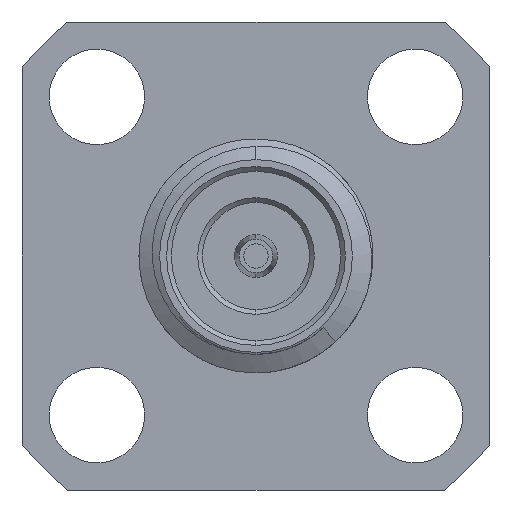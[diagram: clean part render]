
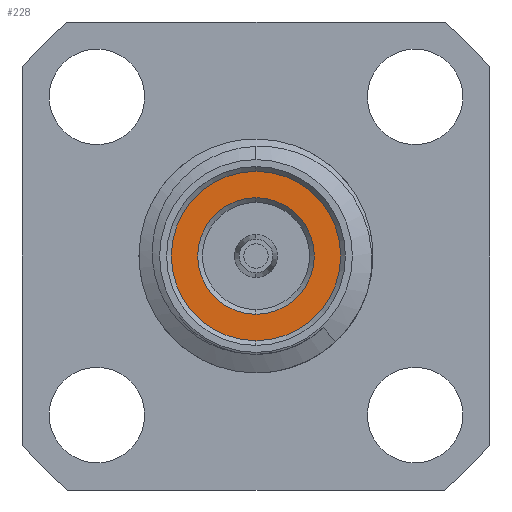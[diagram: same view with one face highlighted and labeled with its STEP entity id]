
A CAD part, left-side view. The second image highlights one B-rep face of the part: STEP entity #228.
In plain terms, the highlighted planar face has unit normal (-1, 0, 0).
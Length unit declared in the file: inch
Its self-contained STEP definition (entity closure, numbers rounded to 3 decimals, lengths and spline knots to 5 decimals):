
#228 = ADVANCED_FACE ( 'NONE', ( #2066, #3555 ), #4581, .F. ) ;
#230 = CARTESIAN_POINT ( 'NONE',  ( -0.235, 0.06225, 0. ) ) ;
#280 = ORIENTED_EDGE ( 'NONE', *, *, #3236, .T. ) ;
#471 = CIRCLE ( 'NONE', #4935, 0.06225 ) ;
#572 = EDGE_CURVE ( 'NONE', #4658, #5582, #2741, .T. ) ;
#647 = VERTEX_POINT ( 'NONE', #2432 ) ;
#666 = EDGE_LOOP ( 'NONE', ( #4475, #1243 ) ) ;
#929 = AXIS2_PLACEMENT_3D ( 'NONE', #1515, #4374, #4795 ) ;
#1173 = AXIS2_PLACEMENT_3D ( 'NONE', #230, #2157, #2562 ) ;
#1243 = ORIENTED_EDGE ( 'NONE', *, *, #4373, .F. ) ;
#1492 = CIRCLE ( 'NONE', #5051, 0.0905 ) ;
#1515 = CARTESIAN_POINT ( 'NONE',  ( -0.235, 0., 0. ) ) ;
#1780 = DIRECTION ( 'NONE',  ( -1., 0., 0. ) ) ;
#2066 = FACE_BOUND ( 'NONE', #666, .T. ) ;
#2157 = DIRECTION ( 'NONE',  ( 1., 0., 0. ) ) ;
#2161 = DIRECTION ( 'NONE',  ( 0., 0., 1. ) ) ;
#2425 = EDGE_CURVE ( 'NONE', #647, #2761, #1492, .T. ) ;
#2432 = CARTESIAN_POINT ( 'NONE',  ( -0.235, 0., 0.0905 ) ) ;
#2562 = DIRECTION ( 'NONE',  ( 0., 0., -1. ) ) ;
#2739 = CARTESIAN_POINT ( 'NONE',  ( -0.235, 0., 0.06225 ) ) ;
#2741 = CIRCLE ( 'NONE', #929, 0.06225 ) ;
#2761 = VERTEX_POINT ( 'NONE', #6184 ) ;
#3182 = ORIENTED_EDGE ( 'NONE', *, *, #2425, .T. ) ;
#3191 = EDGE_LOOP ( 'NONE', ( #3182, #280 ) ) ;
#3204 = DIRECTION ( 'NONE',  ( -1., 0., 0. ) ) ;
#3236 = EDGE_CURVE ( 'NONE', #2761, #647, #5286, .T. ) ;
#3443 = AXIS2_PLACEMENT_3D ( 'NONE', #3590, #5546, #5580 ) ;
#3555 = FACE_OUTER_BOUND ( 'NONE', #3191, .T. ) ;
#3590 = CARTESIAN_POINT ( 'NONE',  ( -0.235, 0., 0. ) ) ;
#4096 = CARTESIAN_POINT ( 'NONE',  ( -0.235, 0., 0. ) ) ;
#4160 = CARTESIAN_POINT ( 'NONE',  ( -0.235, 0., 0. ) ) ;
#4373 = EDGE_CURVE ( 'NONE', #5582, #4658, #471, .T. ) ;
#4374 = DIRECTION ( 'NONE',  ( -1., 0., 0. ) ) ;
#4475 = ORIENTED_EDGE ( 'NONE', *, *, #572, .F. ) ;
#4581 = PLANE ( 'NONE',  #1173 ) ;
#4658 = VERTEX_POINT ( 'NONE', #2739 ) ;
#4795 = DIRECTION ( 'NONE',  ( 0., 0., 1. ) ) ;
#4935 = AXIS2_PLACEMENT_3D ( 'NONE', #4096, #1780, #2161 ) ;
#5051 = AXIS2_PLACEMENT_3D ( 'NONE', #4160, #3204, #5192 ) ;
#5192 = DIRECTION ( 'NONE',  ( 0., 0., 1. ) ) ;
#5286 = CIRCLE ( 'NONE', #3443, 0.0905 ) ;
#5546 = DIRECTION ( 'NONE',  ( -1., 0., 0. ) ) ;
#5580 = DIRECTION ( 'NONE',  ( 0., 0., 1. ) ) ;
#5582 = VERTEX_POINT ( 'NONE', #6260 ) ;
#6184 = CARTESIAN_POINT ( 'NONE',  ( -0.235, 0., -0.0905 ) ) ;
#6260 = CARTESIAN_POINT ( 'NONE',  ( -0.235, 0., -0.06225 ) ) ;
